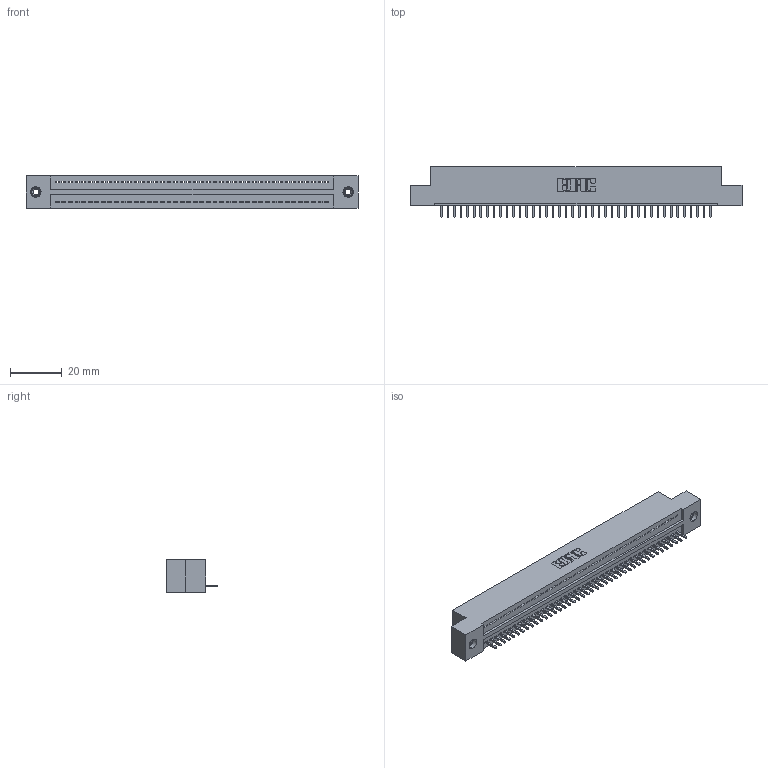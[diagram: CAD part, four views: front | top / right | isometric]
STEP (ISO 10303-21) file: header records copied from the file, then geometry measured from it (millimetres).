
FILE_DESCRIPTION (( 'STEP AP203' ), '1' );
FILE_NAME ('325-042-520-108.STEP', '2020-02-24T21:54:24', ( '' ), ( '' ), 'SwSTEP 2.0', 'SolidWorks 2016', '' );
FILE_SCHEMA (( 'CONFIG_CONTROL_DESIGN' ));
Length unit declared in the file: inch
Products named in the file (4): 325 Part_TI; 325-042-520-108; 345-250-001_345-250-003-102; 325-292-001_325-293-120
Assembly tree (45 placements, depth 2):
  325-042-520-108
    325 Part_TI
    325-292-001_325-293-120  x42
    345-250-001_345-250-003-102  x2
Bounding box: 128.4 x 19.68 x 12.45 mm (x, y, z)
Volume: 16184.9 mm3; surface area: 17255.9 mm2
Topology: 45 solids, 45 shells, 2610 faces, 7839 edges, 5162 vertices
Faces by surface type: plane 1866, cylinder 728, cone 12, torus 4
Entity records: 26880 total; most frequent: CARTESIAN_POINT 4619, ORIENTED_EDGE 4590, DIRECTION 3929, EDGE_CURVE 2295, VECTOR 2147, LINE 2147, VERTEX_POINT 1524, AXIS2_PLACEMENT_3D 891
